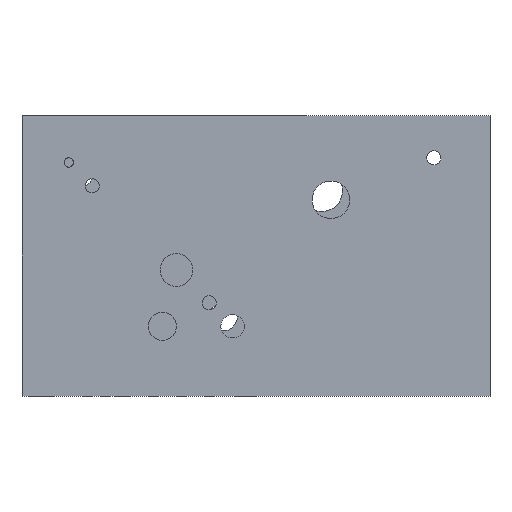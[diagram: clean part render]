
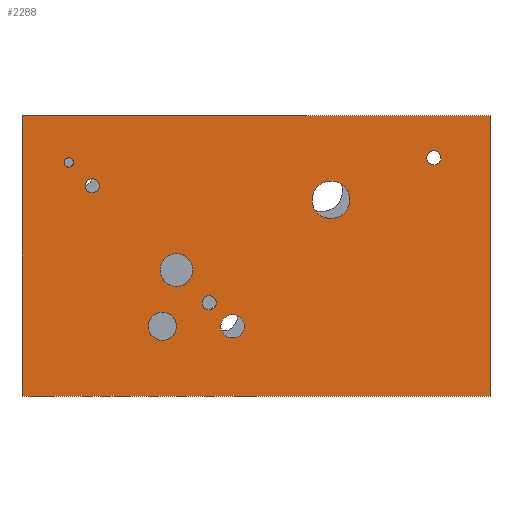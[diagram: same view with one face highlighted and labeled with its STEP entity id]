
A CAD part, front view. The second image highlights one B-rep face of the part: STEP entity #2288.
In plain terms, the highlighted planar face has unit normal (0, -1, 0).
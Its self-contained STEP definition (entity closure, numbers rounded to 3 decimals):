
#1=DIRECTION('',(1.,0.,0.));
#2=VECTOR('',#1,100.);
#3=CARTESIAN_POINT('',(0.,0.,0.));
#4=LINE('',#3,#2);
#5=DIRECTION('',(0.,0.,-1.));
#6=VECTOR('',#5,60.);
#7=CARTESIAN_POINT('',(100.,0.,0.));
#8=LINE('',#7,#6);
#9=DIRECTION('',(-1.,0.,0.));
#10=VECTOR('',#9,100.);
#11=CARTESIAN_POINT('',(100.,0.,-60.));
#12=LINE('',#11,#10);
#13=DIRECTION('',(0.,0.,1.));
#14=VECTOR('',#13,60.);
#15=CARTESIAN_POINT('',(0.,0.,-60.));
#16=LINE('',#15,#14);
#17=CARTESIAN_POINT('',(15.,0.,-15.));
#18=DIRECTION('',(0.,1.,0.));
#19=DIRECTION('',(1.,0.,0.));
#20=AXIS2_PLACEMENT_3D('',#17,#18,#19);
#22=CARTESIAN_POINT('',(15.,0.,-15.));
#23=DIRECTION('',(0.,1.,0.));
#24=DIRECTION('',(-1.,0.,0.));
#25=AXIS2_PLACEMENT_3D('',#22,#23,#24);
#27=CARTESIAN_POINT('',(10.,0.,-10.));
#28=DIRECTION('',(0.,1.,0.));
#29=DIRECTION('',(1.,0.,0.));
#30=AXIS2_PLACEMENT_3D('',#27,#28,#29);
#32=CARTESIAN_POINT('',(10.,0.,-10.));
#33=DIRECTION('',(0.,1.,0.));
#34=DIRECTION('',(-1.,0.,0.));
#35=AXIS2_PLACEMENT_3D('',#32,#33,#34);
#37=CARTESIAN_POINT('',(30.,0.,-45.));
#38=DIRECTION('',(0.,1.,0.));
#39=DIRECTION('',(1.,0.,0.));
#40=AXIS2_PLACEMENT_3D('',#37,#38,#39);
#42=CARTESIAN_POINT('',(30.,0.,-45.));
#43=DIRECTION('',(0.,1.,0.));
#44=DIRECTION('',(-1.,0.,0.));
#45=AXIS2_PLACEMENT_3D('',#42,#43,#44);
#47=CARTESIAN_POINT('',(33.,0.,-33.));
#48=DIRECTION('',(0.,1.,0.));
#49=DIRECTION('',(1.,0.,0.));
#50=AXIS2_PLACEMENT_3D('',#47,#48,#49);
#52=CARTESIAN_POINT('',(33.,0.,-33.));
#53=DIRECTION('',(0.,1.,0.));
#54=DIRECTION('',(-1.,0.,0.));
#55=AXIS2_PLACEMENT_3D('',#52,#53,#54);
#57=CARTESIAN_POINT('',(45.,0.,-45.));
#58=DIRECTION('',(0.,1.,0.));
#59=DIRECTION('',(1.,0.,0.));
#60=AXIS2_PLACEMENT_3D('',#57,#58,#59);
#62=CARTESIAN_POINT('',(45.,0.,-45.));
#63=DIRECTION('',(0.,1.,0.));
#64=DIRECTION('',(-1.,0.,0.));
#65=AXIS2_PLACEMENT_3D('',#62,#63,#64);
#67=CARTESIAN_POINT('',(88.,0.,-9.));
#68=DIRECTION('',(0.,1.,0.));
#69=DIRECTION('',(1.,0.,0.));
#70=AXIS2_PLACEMENT_3D('',#67,#68,#69);
#72=CARTESIAN_POINT('',(88.,0.,-9.));
#73=DIRECTION('',(0.,1.,0.));
#74=DIRECTION('',(-1.,0.,0.));
#75=AXIS2_PLACEMENT_3D('',#72,#73,#74);
#77=CARTESIAN_POINT('',(40.,0.,-40.));
#78=DIRECTION('',(0.,1.,0.));
#79=DIRECTION('',(1.,0.,0.));
#80=AXIS2_PLACEMENT_3D('',#77,#78,#79);
#82=CARTESIAN_POINT('',(40.,0.,-40.));
#83=DIRECTION('',(0.,1.,0.));
#84=DIRECTION('',(-1.,0.,0.));
#85=AXIS2_PLACEMENT_3D('',#82,#83,#84);
#87=CARTESIAN_POINT('',(66.,0.,-18.));
#88=DIRECTION('',(0.,1.,0.));
#89=DIRECTION('',(1.,0.,0.));
#90=AXIS2_PLACEMENT_3D('',#87,#88,#89);
#92=CARTESIAN_POINT('',(66.,0.,-18.));
#93=DIRECTION('',(0.,1.,0.));
#94=DIRECTION('',(-1.,0.,0.));
#95=AXIS2_PLACEMENT_3D('',#92,#93,#94);
#1729=CARTESIAN_POINT('',(0.,0.,0.));
#1730=CARTESIAN_POINT('',(100.,0.,0.));
#1731=VERTEX_POINT('',#1729);
#1732=VERTEX_POINT('',#1730);
#1733=CARTESIAN_POINT('',(100.,0.,-60.));
#1734=VERTEX_POINT('',#1733);
#1735=CARTESIAN_POINT('',(0.,0.,-60.));
#1736=VERTEX_POINT('',#1735);
#1745=CARTESIAN_POINT('',(16.5,0.,-15.));
#1746=CARTESIAN_POINT('',(13.5,0.,-15.));
#1747=VERTEX_POINT('',#1745);
#1748=VERTEX_POINT('',#1746);
#1761=CARTESIAN_POINT('',(11.,0.,-10.));
#1762=CARTESIAN_POINT('',(9.,0.,-10.));
#1763=VERTEX_POINT('',#1761);
#1764=VERTEX_POINT('',#1762);
#1769=CARTESIAN_POINT('',(33.,0.,-45.));
#1770=CARTESIAN_POINT('',(27.,0.,-45.));
#1771=VERTEX_POINT('',#1769);
#1772=VERTEX_POINT('',#1770);
#1777=CARTESIAN_POINT('',(36.5,0.,-33.));
#1778=CARTESIAN_POINT('',(29.5,0.,-33.));
#1779=VERTEX_POINT('',#1777);
#1780=VERTEX_POINT('',#1778);
#1785=CARTESIAN_POINT('',(47.5,0.,-45.));
#1786=CARTESIAN_POINT('',(42.5,0.,-45.));
#1787=VERTEX_POINT('',#1785);
#1788=VERTEX_POINT('',#1786);
#1793=CARTESIAN_POINT('',(89.5,0.,-9.));
#1794=CARTESIAN_POINT('',(86.5,0.,-9.));
#1795=VERTEX_POINT('',#1793);
#1796=VERTEX_POINT('',#1794);
#1801=CARTESIAN_POINT('',(41.5,0.,-40.));
#1802=CARTESIAN_POINT('',(38.5,0.,-40.));
#1803=VERTEX_POINT('',#1801);
#1804=VERTEX_POINT('',#1802);
#1809=CARTESIAN_POINT('',(70.,0.,-18.));
#1810=CARTESIAN_POINT('',(62.,0.,-18.));
#1811=VERTEX_POINT('',#1809);
#1812=VERTEX_POINT('',#1810);
#2225=CARTESIAN_POINT('',(0.,0.,0.));
#2226=DIRECTION('',(0.,1.,0.));
#2227=DIRECTION('',(1.,0.,0.));
#2228=AXIS2_PLACEMENT_3D('',#2225,#2226,#2227);
#2229=PLANE('',#2228);
#2231=ORIENTED_EDGE('',*,*,#2230,.T.);
#2233=ORIENTED_EDGE('',*,*,#2232,.T.);
#2235=ORIENTED_EDGE('',*,*,#2234,.T.);
#2237=ORIENTED_EDGE('',*,*,#2236,.T.);
#2238=EDGE_LOOP('',(#2231,#2233,#2235,#2237));
#2239=FACE_OUTER_BOUND('',#2238,.F.);
#2241=ORIENTED_EDGE('',*,*,#2240,.F.);
#2243=ORIENTED_EDGE('',*,*,#2242,.F.);
#2244=EDGE_LOOP('',(#2241,#2243));
#2245=FACE_BOUND('',#2244,.F.);
#2247=ORIENTED_EDGE('',*,*,#2246,.F.);
#2249=ORIENTED_EDGE('',*,*,#2248,.F.);
#2250=EDGE_LOOP('',(#2247,#2249));
#2251=FACE_BOUND('',#2250,.F.);
#2253=ORIENTED_EDGE('',*,*,#2252,.F.);
#2255=ORIENTED_EDGE('',*,*,#2254,.F.);
#2256=EDGE_LOOP('',(#2253,#2255));
#2257=FACE_BOUND('',#2256,.F.);
#2259=ORIENTED_EDGE('',*,*,#2258,.F.);
#2261=ORIENTED_EDGE('',*,*,#2260,.F.);
#2262=EDGE_LOOP('',(#2259,#2261));
#2263=FACE_BOUND('',#2262,.F.);
#2265=ORIENTED_EDGE('',*,*,#2264,.F.);
#2267=ORIENTED_EDGE('',*,*,#2266,.F.);
#2268=EDGE_LOOP('',(#2265,#2267));
#2269=FACE_BOUND('',#2268,.F.);
#2271=ORIENTED_EDGE('',*,*,#2270,.F.);
#2273=ORIENTED_EDGE('',*,*,#2272,.F.);
#2274=EDGE_LOOP('',(#2271,#2273));
#2275=FACE_BOUND('',#2274,.F.);
#2277=ORIENTED_EDGE('',*,*,#2276,.F.);
#2279=ORIENTED_EDGE('',*,*,#2278,.F.);
#2280=EDGE_LOOP('',(#2277,#2279));
#2281=FACE_BOUND('',#2280,.F.);
#2283=ORIENTED_EDGE('',*,*,#2282,.F.);
#2285=ORIENTED_EDGE('',*,*,#2284,.F.);
#2286=EDGE_LOOP('',(#2283,#2285));
#2287=FACE_BOUND('',#2286,.F.);
#2288=ADVANCED_FACE('',(#2239,#2245,#2251,#2257,#2263,#2269,#2275,#2281,#2287),
#2229,.F.);
#21=CIRCLE('',#20,1.5);
#26=CIRCLE('',#25,1.5);
#31=CIRCLE('',#30,1.);
#36=CIRCLE('',#35,1.);
#41=CIRCLE('',#40,3.);
#46=CIRCLE('',#45,3.);
#51=CIRCLE('',#50,3.5);
#56=CIRCLE('',#55,3.5);
#61=CIRCLE('',#60,2.5);
#66=CIRCLE('',#65,2.5);
#71=CIRCLE('',#70,1.5);
#76=CIRCLE('',#75,1.5);
#81=CIRCLE('',#80,1.5);
#86=CIRCLE('',#85,1.5);
#91=CIRCLE('',#90,4.);
#96=CIRCLE('',#95,4.);
#2230=EDGE_CURVE('',#1731,#1732,#4,.T.);
#2232=EDGE_CURVE('',#1732,#1734,#8,.T.);
#2234=EDGE_CURVE('',#1734,#1736,#12,.T.);
#2236=EDGE_CURVE('',#1736,#1731,#16,.T.);
#2240=EDGE_CURVE('',#1747,#1748,#21,.T.);
#2242=EDGE_CURVE('',#1748,#1747,#26,.T.);
#2246=EDGE_CURVE('',#1763,#1764,#31,.T.);
#2248=EDGE_CURVE('',#1764,#1763,#36,.T.);
#2252=EDGE_CURVE('',#1771,#1772,#41,.T.);
#2254=EDGE_CURVE('',#1772,#1771,#46,.T.);
#2258=EDGE_CURVE('',#1779,#1780,#51,.T.);
#2260=EDGE_CURVE('',#1780,#1779,#56,.T.);
#2264=EDGE_CURVE('',#1787,#1788,#61,.T.);
#2266=EDGE_CURVE('',#1788,#1787,#66,.T.);
#2270=EDGE_CURVE('',#1795,#1796,#71,.T.);
#2272=EDGE_CURVE('',#1796,#1795,#76,.T.);
#2276=EDGE_CURVE('',#1803,#1804,#81,.T.);
#2278=EDGE_CURVE('',#1804,#1803,#86,.T.);
#2282=EDGE_CURVE('',#1811,#1812,#91,.T.);
#2284=EDGE_CURVE('',#1812,#1811,#96,.T.);
